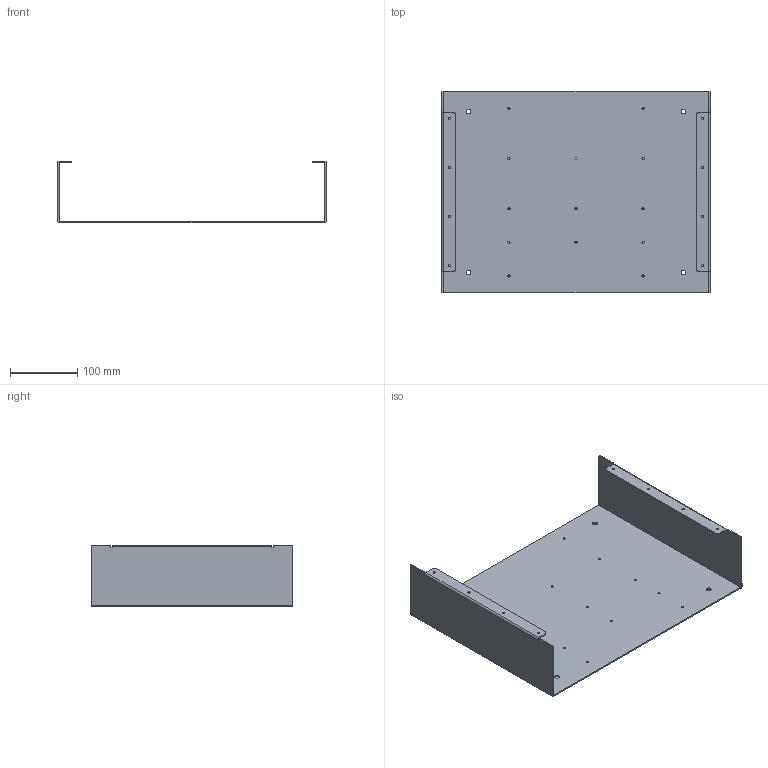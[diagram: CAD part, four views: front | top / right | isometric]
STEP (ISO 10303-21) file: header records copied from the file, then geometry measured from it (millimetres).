
FILE_DESCRIPTION(/* description */ (''),/* implementation_level */ '2;1');
FILE_NAME(/* name */ 'CtrlBox',/* time_stamp */ '2024-09-03T00:38:32+09:00',/* author */ (''),/* organization */ (''),/* preprocessor_version */ 'ST-DEVELOPER v19.2',/* originating_system */ 'Rhino 8.10',/* authorisation */ '');
FILE_SCHEMA (('AUTOMOTIVE_DESIGN_CC2'));
Length unit declared in the file: millimetre
Products named in the file (1): Document
Bounding box: 400 x 300 x 92 mm (x, y, z)
Volume: 363012.7 mm3; surface area: 367300.2 mm2
Topology: 1 solids, 1 shells, 100 faces, 294 edges, 196 vertices
Faces by surface type: cylinder 70, plane 30
Entity records: 3642 total; most frequent: CARTESIAN_POINT 1026, ORIENTED_EDGE 588, DIRECTION 384, EDGE_CURVE 294, AXIS2_PLACEMENT_3D 242, VERTEX_POINT 196, EDGE_LOOP 150, TRIMMED_CURVE 140
